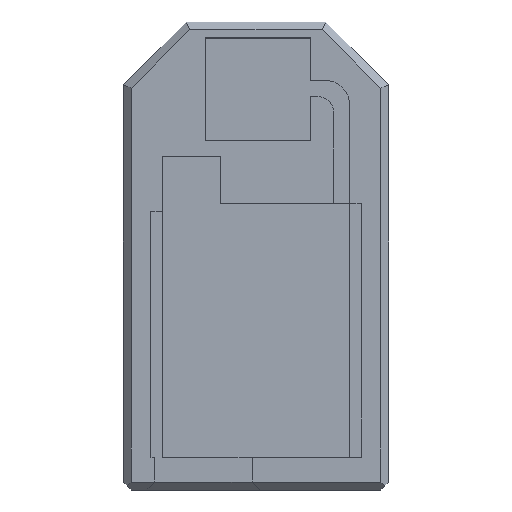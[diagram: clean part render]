
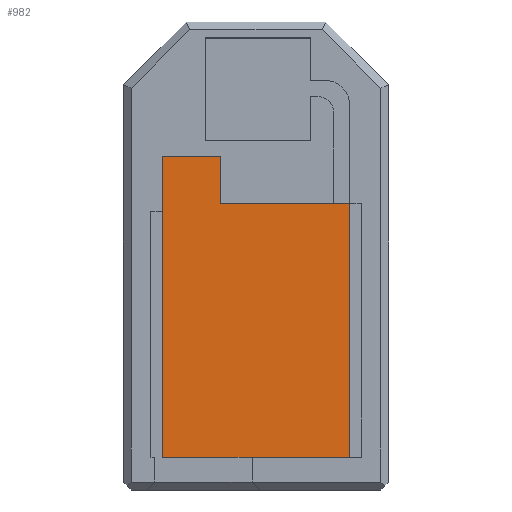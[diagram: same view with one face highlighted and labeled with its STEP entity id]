
A CAD part, top view. The second image highlights one B-rep face of the part: STEP entity #982.
In plain terms, the highlighted planar face has unit normal (0, 0, 1).
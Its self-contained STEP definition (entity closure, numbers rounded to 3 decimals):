
#38=FACE_OUTER_BOUND('',#91,.T.);
#91=EDGE_LOOP('',(#748,#749,#750,#751,#752,#753));
#155=LINE('',#1403,#292);
#210=LINE('',#1519,#347);
#212=LINE('',#1522,#349);
#213=LINE('',#1525,#350);
#215=LINE('',#1529,#352);
#216=LINE('',#1530,#353);
#292=VECTOR('',#1133,10.);
#347=VECTOR('',#1208,10.);
#349=VECTOR('',#1212,30.5);
#350=VECTOR('',#1215,36.75);
#352=VECTOR('',#1219,6.25);
#353=VECTOR('',#1220,7.5);
#424=VERTEX_POINT('',#1400);
#425=VERTEX_POINT('',#1402);
#475=VERTEX_POINT('',#1516);
#476=VERTEX_POINT('',#1518);
#477=VERTEX_POINT('',#1524);
#478=VERTEX_POINT('',#1528);
#519=EDGE_CURVE('',#424,#425,#155,.F.);
#576=EDGE_CURVE('',#475,#476,#210,.F.);
#578=EDGE_CURVE('',#425,#475,#212,.T.);
#579=EDGE_CURVE('',#476,#477,#213,.T.);
#581=EDGE_CURVE('',#424,#478,#215,.T.);
#582=EDGE_CURVE('',#477,#478,#216,.T.);
#748=ORIENTED_EDGE('',*,*,#576,.F.);
#749=ORIENTED_EDGE('',*,*,#578,.F.);
#750=ORIENTED_EDGE('',*,*,#519,.F.);
#751=ORIENTED_EDGE('',*,*,#581,.T.);
#752=ORIENTED_EDGE('',*,*,#582,.F.);
#753=ORIENTED_EDGE('',*,*,#579,.F.);
#931=PLANE('',#1051);
#982=ADVANCED_FACE('',(#38),#931,.T.);
#1051=AXIS2_PLACEMENT_3D('',#1527,#1217,#1218);
#1133=DIRECTION('',(-1.,0.,0.));
#1208=DIRECTION('',(1.,0.,0.));
#1212=DIRECTION('',(0.,-1.,0.));
#1215=DIRECTION('',(0.,1.,0.));
#1217=DIRECTION('center_axis',(0.,0.,1.));
#1218=DIRECTION('ref_axis',(1.,0.,0.));
#1219=DIRECTION('',(0.,1.,0.));
#1220=DIRECTION('',(1.,0.,0.));
#1400=CARTESIAN_POINT('',(-4.5,7.75,1.1));
#1402=CARTESIAN_POINT('',(12.,7.75,1.1));
#1403=CARTESIAN_POINT('',(0.,7.75,1.1));
#1516=CARTESIAN_POINT('',(12.,-24.8,1.1));
#1518=CARTESIAN_POINT('',(-12.,-24.8,1.1));
#1519=CARTESIAN_POINT('',(0.,-24.8,1.1));
#1522=CARTESIAN_POINT('',(12.,7.5,1.1));
#1524=CARTESIAN_POINT('',(-12.,13.75,1.1));
#1525=CARTESIAN_POINT('',(-12.,-23.,1.1));
#1527=CARTESIAN_POINT('Origin',(0.,0.,1.1));
#1528=CARTESIAN_POINT('',(-4.5,13.75,1.1));
#1529=CARTESIAN_POINT('',(-4.5,7.5,1.1));
#1530=CARTESIAN_POINT('',(-12.,13.75,1.1));
